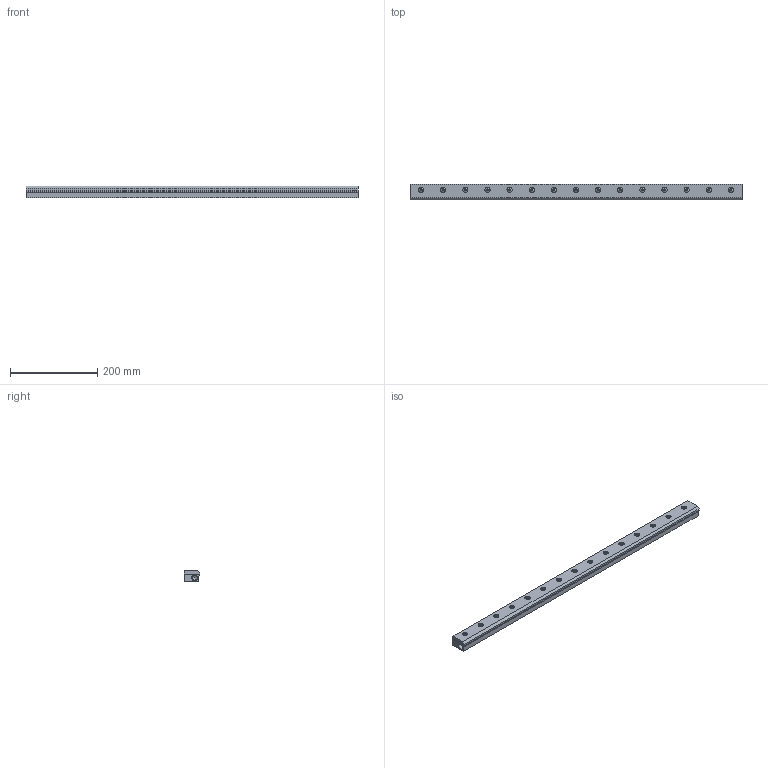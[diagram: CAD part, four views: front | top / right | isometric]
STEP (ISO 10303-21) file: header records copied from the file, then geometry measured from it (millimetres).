
FILE_DESCRIPTION((''),'2;1');
FILE_NAME('110030SS.stp','2012-04-18T09:49:58',('benzil estridge'),(''),'Autodesk Inventor 2012','Autodesk Inventor 2012','');
FILE_SCHEMA(('AUTOMOTIVE_DESIGN { 1 0 10303 214 1 1 1 1 }'));
Length unit declared in the file: inch
Products named in the file (1): 110030SS
Bounding box: 762 x 36.51 x 26.2 mm (x, y, z)
Volume: 672834.1 mm3; surface area: 166471.1 mm2
Topology: 17 solids, 17 shells, 301 faces, 650 edges, 432 vertices
Faces by surface type: plane 184, cylinder 79, cone 23, bspline 15
Full cylindrical faces by diameter (mm): 5.182 x15, 6.35 x15, 7.163 x15, 10.999 x4, 11.1 x15, 12.065 x15
Entity records: 8105 total; most frequent: CARTESIAN_POINT 1863, DIRECTION 1273, ORIENTED_EDGE 1002, EDGE_LOOP 531, EDGE_CURVE 501, AXIS2_PLACEMENT_3D 485, VERTEX_POINT 400, VECTOR 303
